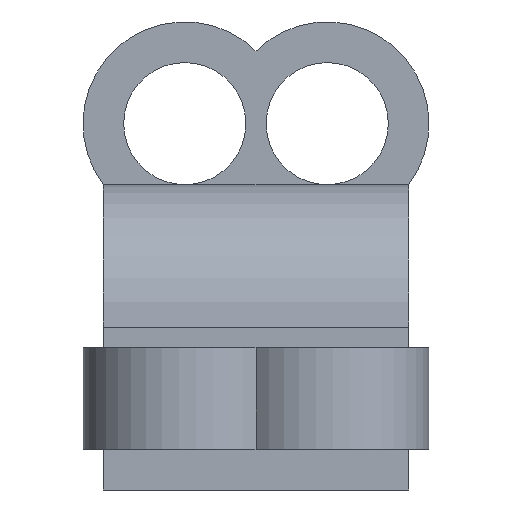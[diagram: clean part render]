
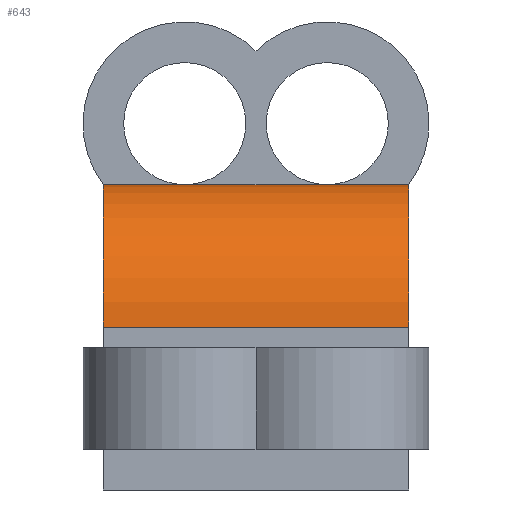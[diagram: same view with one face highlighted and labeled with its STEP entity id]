
A CAD part, front view. The second image highlights one B-rep face of the part: STEP entity #643.
In plain terms, the highlighted cylindrical face has radius 7 mm (diameter 14 mm), a partial arc.
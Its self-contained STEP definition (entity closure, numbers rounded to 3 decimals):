
#54=FACE_OUTER_BOUND('',#85,.T.);
#85=EDGE_LOOP('',(#547,#548,#549,#550,#551,#552));
#106=LINE('',#988,#165);
#136=LINE('',#1091,#195);
#137=LINE('',#1092,#196);
#138=LINE('',#1093,#197);
#165=VECTOR('',#789,10.);
#195=VECTOR('',#897,10.);
#196=VECTOR('',#898,10.);
#197=VECTOR('',#899,10.);
#248=CIRCLE('',#725,7.);
#249=CIRCLE('',#726,7.);
#266=VERTEX_POINT('',#985);
#267=VERTEX_POINT('',#987);
#289=VERTEX_POINT('',#1053);
#297=VERTEX_POINT('',#1075);
#299=VERTEX_POINT('',#1081);
#301=VERTEX_POINT('',#1087);
#334=EDGE_CURVE('',#267,#266,#106,.T.);
#388=EDGE_CURVE('',#289,#297,#136,.T.);
#389=EDGE_CURVE('',#299,#301,#137,.T.);
#390=EDGE_CURVE('',#297,#299,#138,.T.);
#391=EDGE_CURVE('',#301,#267,#248,.T.);
#392=EDGE_CURVE('',#266,#289,#249,.T.);
#547=ORIENTED_EDGE('',*,*,#391,.T.);
#548=ORIENTED_EDGE('',*,*,#334,.T.);
#549=ORIENTED_EDGE('',*,*,#392,.T.);
#550=ORIENTED_EDGE('',*,*,#388,.T.);
#551=ORIENTED_EDGE('',*,*,#390,.T.);
#552=ORIENTED_EDGE('',*,*,#389,.T.);
#619=CYLINDRICAL_SURFACE('',#724,7.);
#643=ADVANCED_FACE('',(#54),#619,.T.);
#724=AXIS2_PLACEMENT_3D('',#1094,#900,#901);
#725=AXIS2_PLACEMENT_3D('',#1095,#902,#903);
#726=AXIS2_PLACEMENT_3D('',#1096,#904,#905);
#789=DIRECTION('',(1.,0.,0.));
#897=DIRECTION('',(-1.,0.,0.));
#898=DIRECTION('',(-1.,0.,0.));
#899=DIRECTION('',(-1.,0.,0.));
#900=DIRECTION('center_axis',(-1.,0.,0.));
#901=DIRECTION('ref_axis',(0.,-0.707,0.707));
#902=DIRECTION('center_axis',(1.,0.,0.));
#903=DIRECTION('ref_axis',(0.,-0.707,0.707));
#904=DIRECTION('center_axis',(-1.,0.,0.));
#905=DIRECTION('ref_axis',(0.,-0.707,0.707));
#985=CARTESIAN_POINT('',(7.5,-9.5,-7.));
#987=CARTESIAN_POINT('',(-7.5,-9.5,-7.));
#988=CARTESIAN_POINT('',(3.75,-9.5,-7.));
#1053=CARTESIAN_POINT('',(7.5,-2.5,0.));
#1075=CARTESIAN_POINT('',(3.5,-2.5,0.));
#1081=CARTESIAN_POINT('',(-3.5,-2.5,0.));
#1087=CARTESIAN_POINT('',(-7.5,-2.5,0.));
#1091=CARTESIAN_POINT('',(3.75,-2.5,0.));
#1092=CARTESIAN_POINT('',(3.75,-2.5,0.));
#1093=CARTESIAN_POINT('',(3.75,-2.5,0.));
#1094=CARTESIAN_POINT('Origin',(3.75,-2.5,-7.));
#1095=CARTESIAN_POINT('Origin',(-7.5,-2.5,-7.));
#1096=CARTESIAN_POINT('Origin',(7.5,-2.5,-7.));
